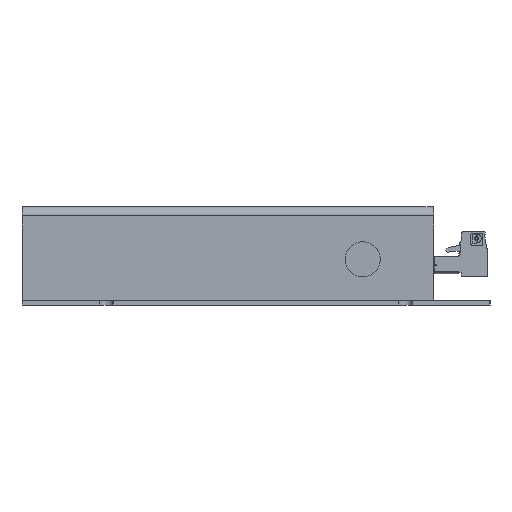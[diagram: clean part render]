
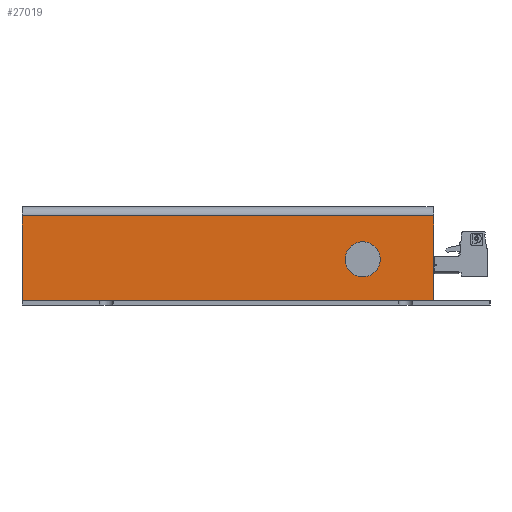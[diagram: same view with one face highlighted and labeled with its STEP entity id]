
A CAD part, left-side view. The second image highlights one B-rep face of the part: STEP entity #27019.
In plain terms, the highlighted planar face has unit normal (-1, 0, 0).
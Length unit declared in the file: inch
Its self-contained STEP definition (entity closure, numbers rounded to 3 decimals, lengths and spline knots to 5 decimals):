
#167 = DIRECTION ( 'NONE',  ( 0., 0., -1. ) ) ;
#955 = CARTESIAN_POINT ( 'NONE',  ( -2.625, -0.12, 5.5 ) ) ;
#1555 = LINE ( 'NONE', #6853, #2652 ) ;
#2515 = CARTESIAN_POINT ( 'NONE',  ( -2.625, -1.25, 5.5 ) ) ;
#2637 = VERTEX_POINT ( 'NONE', #7150 ) ;
#2652 = VECTOR ( 'NONE', #4064, 39.37008 ) ;
#2807 = CARTESIAN_POINT ( 'NONE',  ( -2.625, -0.12, 0. ) ) ;
#2851 = EDGE_CURVE ( 'NONE', #2637, #14613, #5396, .T. ) ;
#3031 = FACE_BOUND ( 'NONE', #9139, .T. ) ;
#4064 = DIRECTION ( 'NONE',  ( 0., 1., 0. ) ) ;
#4438 = CARTESIAN_POINT ( 'NONE',  ( -2.625, -1.25, 5.5 ) ) ;
#4538 = VECTOR ( 'NONE', #9432, 39.37008 ) ;
#4655 = DIRECTION ( 'NONE',  ( -1., 0., 0. ) ) ;
#4865 = CARTESIAN_POINT ( 'NONE',  ( -2.625, -0.9345, 4.55 ) ) ;
#5396 = CIRCLE ( 'NONE', #23334, 0.2345 ) ;
#5677 = DIRECTION ( 'NONE',  ( 0., 0., -1. ) ) ;
#5789 = ORIENTED_EDGE ( 'NONE', *, *, #23275, .F. ) ;
#6853 = CARTESIAN_POINT ( 'NONE',  ( -2.625, -1.25, 0. ) ) ;
#7043 = CARTESIAN_POINT ( 'NONE',  ( -2.625, -1.25, 5.5 ) ) ;
#7134 = EDGE_CURVE ( 'NONE', #8038, #24522, #13307, .T. ) ;
#7150 = CARTESIAN_POINT ( 'NONE',  ( -2.625, -0.4655, 4.55 ) ) ;
#7781 = VERTEX_POINT ( 'NONE', #10292 ) ;
#8038 = VERTEX_POINT ( 'NONE', #955 ) ;
#8156 = AXIS2_PLACEMENT_3D ( 'NONE', #14183, #4655, #12247 ) ;
#8444 = ORIENTED_EDGE ( 'NONE', *, *, #20370, .T. ) ;
#9139 = EDGE_LOOP ( 'NONE', ( #25401, #10042 ) ) ;
#9432 = DIRECTION ( 'NONE',  ( 0., 1., 0. ) ) ;
#10042 = ORIENTED_EDGE ( 'NONE', *, *, #2851, .F. ) ;
#10069 = ORIENTED_EDGE ( 'NONE', *, *, #7134, .T. ) ;
#10292 = CARTESIAN_POINT ( 'NONE',  ( -2.625, -1.25, 0. ) ) ;
#12247 = DIRECTION ( 'NONE',  ( 0., -1., 0. ) ) ;
#12701 = CARTESIAN_POINT ( 'NONE',  ( -2.625, -0.12, 5.5 ) ) ;
#13307 = LINE ( 'NONE', #12701, #25022 ) ;
#13988 = AXIS2_PLACEMENT_3D ( 'NONE', #17318, #15587, #29680 ) ;
#14183 = CARTESIAN_POINT ( 'NONE',  ( -2.625, -1.25, 5.5 ) ) ;
#14613 = VERTEX_POINT ( 'NONE', #4865 ) ;
#15587 = DIRECTION ( 'NONE',  ( -1., 0., 0. ) ) ;
#17318 = CARTESIAN_POINT ( 'NONE',  ( -2.625, -0.7, 4.55 ) ) ;
#17556 = PLANE ( 'NONE',  #8156 ) ;
#18128 = VERTEX_POINT ( 'NONE', #7043 ) ;
#19623 = EDGE_CURVE ( 'NONE', #14613, #2637, #21495, .T. ) ;
#20370 = EDGE_CURVE ( 'NONE', #18128, #8038, #24130, .T. ) ;
#21495 = CIRCLE ( 'NONE', #13988, 0.2345 ) ;
#21958 = EDGE_CURVE ( 'NONE', #18128, #7781, #28924, .T. ) ;
#22286 = DIRECTION ( 'NONE',  ( 0., -1., 0. ) ) ;
#23275 = EDGE_CURVE ( 'NONE', #7781, #24522, #1555, .T. ) ;
#23334 = AXIS2_PLACEMENT_3D ( 'NONE', #26682, #24462, #22286 ) ;
#24130 = LINE ( 'NONE', #4438, #4538 ) ;
#24269 = FACE_OUTER_BOUND ( 'NONE', #30457, .T. ) ;
#24462 = DIRECTION ( 'NONE',  ( -1., 0., 0. ) ) ;
#24522 = VERTEX_POINT ( 'NONE', #2807 ) ;
#25022 = VECTOR ( 'NONE', #5677, 39.37008 ) ;
#25401 = ORIENTED_EDGE ( 'NONE', *, *, #19623, .F. ) ;
#26682 = CARTESIAN_POINT ( 'NONE',  ( -2.625, -0.7, 4.55 ) ) ;
#27019 = ADVANCED_FACE ( 'NONE', ( #3031, #24269 ), #17556, .T. ) ;
#28127 = ORIENTED_EDGE ( 'NONE', *, *, #21958, .F. ) ;
#28533 = VECTOR ( 'NONE', #167, 39.37008 ) ;
#28924 = LINE ( 'NONE', #2515, #28533 ) ;
#29680 = DIRECTION ( 'NONE',  ( 0., -1., 0. ) ) ;
#30457 = EDGE_LOOP ( 'NONE', ( #5789, #28127, #8444, #10069 ) ) ;
